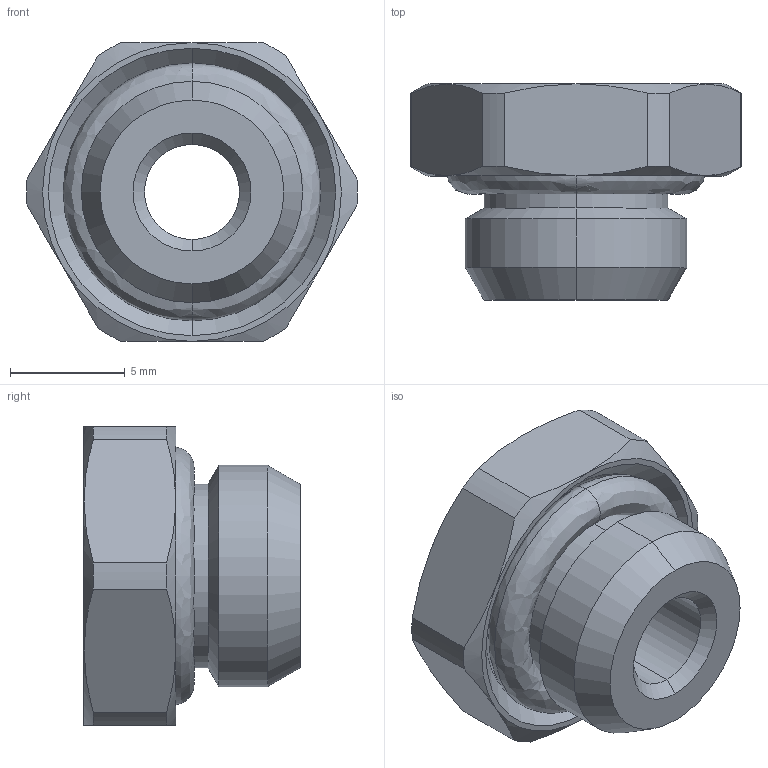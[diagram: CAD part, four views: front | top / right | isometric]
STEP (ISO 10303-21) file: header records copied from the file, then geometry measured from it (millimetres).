
FILE_DESCRIPTION (( 'STEP AP214' ), '1' );
FILE_NAME ('DRF.MFG01M5.STEP', '2016-05-25T08:45:32', ( 'Gebruiker' ), ( '' ), 'SwSTEP 2.0', 'SolidWorks 2016', '' );
FILE_SCHEMA (( 'AUTOMOTIVE_DESIGN' ));
Length unit declared in the file: millimetre
Products named in the file (1): DRF.MFG01M5
Bounding box: 14.39 x 9.4 x 13 mm (x, y, z)
Volume: 809.1 mm3; surface area: 913.3 mm2
Topology: 2 solids, 2 shells, 52 faces, 114 edges, 66 vertices
Faces by surface type: cone 22, cylinder 12, plane 10, bspline 8
Entity records: 1835 total; most frequent: CARTESIAN_POINT 689, DIRECTION 234, ORIENTED_EDGE 228, EDGE_CURVE 114, AXIS2_PLACEMENT_3D 103, VERTEX_POINT 66, CIRCLE 58, EDGE_LOOP 56
